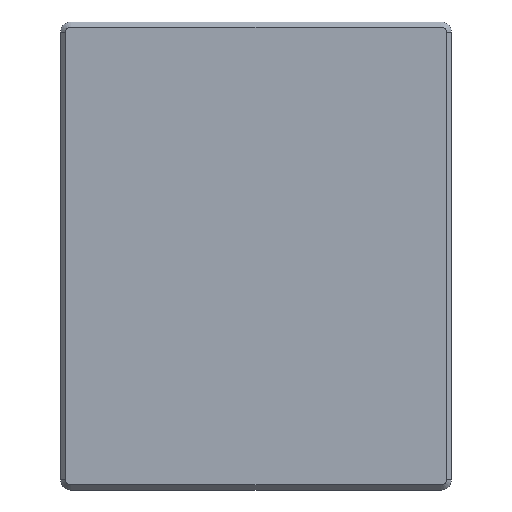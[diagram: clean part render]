
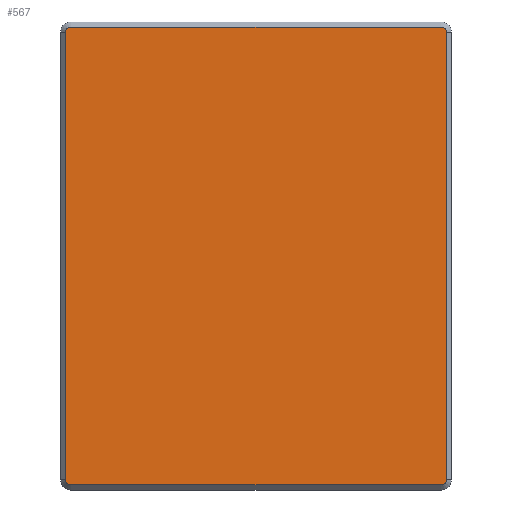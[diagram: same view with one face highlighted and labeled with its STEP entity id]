
A CAD part, top view. The second image highlights one B-rep face of the part: STEP entity #567.
In plain terms, the highlighted planar face has unit normal (0, 0, 1).
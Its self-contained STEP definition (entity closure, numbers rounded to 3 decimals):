
#5 = VERTEX_POINT ( 'NONE', #736 ) ;
#56 = EDGE_CURVE ( 'NONE', #607, #906, #1075, .T. ) ;
#76 = EDGE_CURVE ( 'NONE', #287, #789, #516, .T. ) ;
#98 = VERTEX_POINT ( 'NONE', #103 ) ;
#103 = CARTESIAN_POINT ( 'NONE',  ( 18.986, 22.334, 89.274 ) ) ;
#108 = VECTOR ( 'NONE', #525, 1000. ) ;
#117 = CARTESIAN_POINT ( 'NONE',  ( 18.486, 22.834, 89.274 ) ) ;
#122 = DIRECTION ( 'NONE',  ( 0., 1., 0. ) ) ;
#131 = VECTOR ( 'NONE', #960, 1000. ) ;
#163 = PLANE ( 'NONE',  #518 ) ;
#170 = CARTESIAN_POINT ( 'NONE',  ( -0.472, -0.629, 89.274 ) ) ;
#205 = CARTESIAN_POINT ( 'NONE',  ( 18.486, -22.334, 89.274 ) ) ;
#219 = CARTESIAN_POINT ( 'NONE',  ( -18.986, -0.629, 89.274 ) ) ;
#251 = ORIENTED_EDGE ( 'NONE', *, *, #1270, .T. ) ;
#276 = CARTESIAN_POINT ( 'NONE',  ( -0.472, -22.834, 89.274 ) ) ;
#278 = CARTESIAN_POINT ( 'NONE',  ( -18.486, 22.834, 89.274 ) ) ;
#287 = VERTEX_POINT ( 'NONE', #703 ) ;
#312 = DIRECTION ( 'NONE',  ( -1., 0., 0. ) ) ;
#383 = EDGE_LOOP ( 'NONE', ( #413, #639, #1348, #696, #1155, #251, #605, #479 ) ) ;
#388 = AXIS2_PLACEMENT_3D ( 'NONE', #792, #1231, #1013 ) ;
#413 = ORIENTED_EDGE ( 'NONE', *, *, #1044, .T. ) ;
#417 = EDGE_CURVE ( 'NONE', #543, #789, #968, .T. ) ;
#426 = DIRECTION ( 'NONE',  ( -1., 0., 0. ) ) ;
#446 = CIRCLE ( 'NONE', #894, 0.5 ) ;
#477 = LINE ( 'NONE', #276, #1080 ) ;
#479 = ORIENTED_EDGE ( 'NONE', *, *, #669, .T. ) ;
#507 = DIRECTION ( 'NONE',  ( -1., 0., 0. ) ) ;
#516 = CIRCLE ( 'NONE', #898, 0.5 ) ;
#518 = AXIS2_PLACEMENT_3D ( 'NONE', #170, #588, #907 ) ;
#525 = DIRECTION ( 'NONE',  ( -1., 0., 0. ) ) ;
#543 = VERTEX_POINT ( 'NONE', #681 ) ;
#567 = ADVANCED_FACE ( 'NONE', ( #1323 ), #163, .T. ) ;
#580 = EDGE_CURVE ( 'NONE', #543, #906, #990, .T. ) ;
#584 = AXIS2_PLACEMENT_3D ( 'NONE', #205, #804, #507 ) ;
#588 = DIRECTION ( 'NONE',  ( 0., 0., 1. ) ) ;
#605 = ORIENTED_EDGE ( 'NONE', *, *, #1344, .T. ) ;
#607 = VERTEX_POINT ( 'NONE', #117 ) ;
#616 = DIRECTION ( 'NONE',  ( 0., 0., -1. ) ) ;
#638 = LINE ( 'NONE', #1066, #1365 ) ;
#639 = ORIENTED_EDGE ( 'NONE', *, *, #56, .T. ) ;
#669 = EDGE_CURVE ( 'NONE', #913, #98, #638, .T. ) ;
#681 = CARTESIAN_POINT ( 'NONE',  ( -18.986, 22.334, 89.274 ) ) ;
#696 = ORIENTED_EDGE ( 'NONE', *, *, #417, .T. ) ;
#703 = CARTESIAN_POINT ( 'NONE',  ( -18.486, -22.834, 89.274 ) ) ;
#736 = CARTESIAN_POINT ( 'NONE',  ( 18.486, -22.834, 89.274 ) ) ;
#757 = CARTESIAN_POINT ( 'NONE',  ( -0.472, 22.834, 89.274 ) ) ;
#789 = VERTEX_POINT ( 'NONE', #1198 ) ;
#792 = CARTESIAN_POINT ( 'NONE',  ( -18.486, 22.334, 89.274 ) ) ;
#804 = DIRECTION ( 'NONE',  ( 0., 0., 1. ) ) ;
#806 = CARTESIAN_POINT ( 'NONE',  ( 18.486, 22.334, 89.274 ) ) ;
#827 = DIRECTION ( 'NONE',  ( 0., 0., 1. ) ) ;
#854 = CIRCLE ( 'NONE', #584, 0.5 ) ;
#894 = AXIS2_PLACEMENT_3D ( 'NONE', #806, #827, #312 ) ;
#898 = AXIS2_PLACEMENT_3D ( 'NONE', #1356, #616, #426 ) ;
#906 = VERTEX_POINT ( 'NONE', #278 ) ;
#907 = DIRECTION ( 'NONE',  ( 1., 0., 0. ) ) ;
#913 = VERTEX_POINT ( 'NONE', #1211 ) ;
#960 = DIRECTION ( 'NONE',  ( 0., -1., 0. ) ) ;
#968 = LINE ( 'NONE', #219, #131 ) ;
#990 = CIRCLE ( 'NONE', #388, 0.5 ) ;
#1013 = DIRECTION ( 'NONE',  ( -1., 0., 0. ) ) ;
#1044 = EDGE_CURVE ( 'NONE', #98, #607, #446, .T. ) ;
#1066 = CARTESIAN_POINT ( 'NONE',  ( 18.986, -0.629, 89.274 ) ) ;
#1075 = LINE ( 'NONE', #757, #108 ) ;
#1080 = VECTOR ( 'NONE', #1222, 1000. ) ;
#1155 = ORIENTED_EDGE ( 'NONE', *, *, #76, .F. ) ;
#1198 = CARTESIAN_POINT ( 'NONE',  ( -18.986, -22.334, 89.274 ) ) ;
#1211 = CARTESIAN_POINT ( 'NONE',  ( 18.986, -22.334, 89.274 ) ) ;
#1222 = DIRECTION ( 'NONE',  ( 1., 0., 0. ) ) ;
#1231 = DIRECTION ( 'NONE',  ( 0., 0., -1. ) ) ;
#1270 = EDGE_CURVE ( 'NONE', #287, #5, #477, .T. ) ;
#1323 = FACE_OUTER_BOUND ( 'NONE', #383, .T. ) ;
#1344 = EDGE_CURVE ( 'NONE', #5, #913, #854, .T. ) ;
#1348 = ORIENTED_EDGE ( 'NONE', *, *, #580, .F. ) ;
#1356 = CARTESIAN_POINT ( 'NONE',  ( -18.486, -22.334, 89.274 ) ) ;
#1365 = VECTOR ( 'NONE', #122, 1000. ) ;
